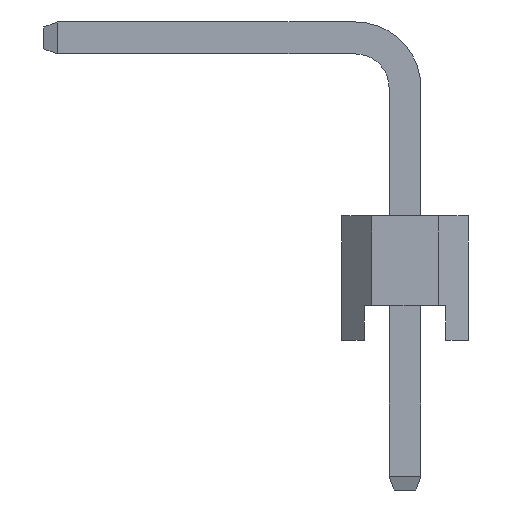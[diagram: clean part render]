
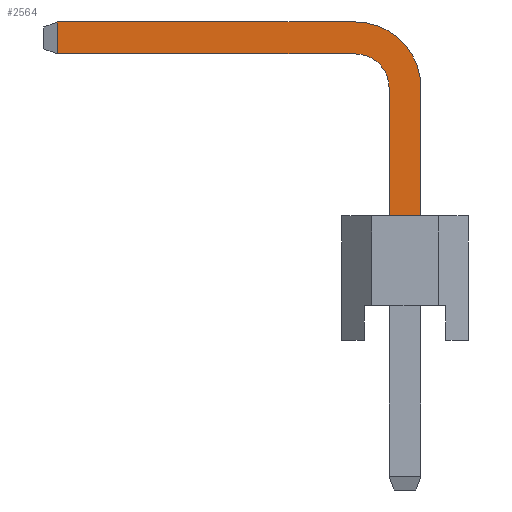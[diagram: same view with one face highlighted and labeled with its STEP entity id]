
A CAD part, left-side view. The second image highlights one B-rep face of the part: STEP entity #2564.
In plain terms, the highlighted planar face has unit normal (-1, 0, 0).
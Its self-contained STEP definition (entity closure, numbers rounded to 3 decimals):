
#2564=ADVANCED_FACE('',(#7882),#7884,.T.);
#7882=FACE_BOUND('',#7883,.T.);
#7883=EDGE_LOOP('',(#12265,#12266,#12267,#12268,#12269,#12270,#12271,#12272));
#7884=PLANE('',#7885);
#7885=AXIS2_PLACEMENT_3D('',#7886,#7887,#7888);
#7886=CARTESIAN_POINT('',(-0.32,0.32,-3.));
#7887=DIRECTION('',(-1.,0.,0.));
#7888=DIRECTION('',(0.,-1.,0.));
#12265=ORIENTED_EDGE('',*,*,#14922,.F.);
#12266=ORIENTED_EDGE('',*,*,#14923,.F.);
#12267=ORIENTED_EDGE('',*,*,#14924,.F.);
#12268=ORIENTED_EDGE('',*,*,#14911,.F.);
#12269=ORIENTED_EDGE('',*,*,#13930,.T.);
#12270=ORIENTED_EDGE('',*,*,#14921,.T.);
#12271=ORIENTED_EDGE('',*,*,#14925,.T.);
#12272=ORIENTED_EDGE('',*,*,#14926,.T.);
#13930=EDGE_CURVE('',#15772,#15776,#15778,.T.);
#14911=EDGE_CURVE('',#15772,#17425,#17426,.T.);
#14921=EDGE_CURVE('',#15776,#17441,#17443,.T.);
#14922=EDGE_CURVE('',#17444,#17445,#17446,.T.);
#14923=EDGE_CURVE('',#17447,#17444,#17448,.T.);
#14924=EDGE_CURVE('',#17425,#17447,#17449,.T.);
#14925=EDGE_CURVE('',#17441,#17450,#17451,.T.);
#14926=EDGE_CURVE('',#17450,#17445,#17452,.T.);
#15772=VERTEX_POINT('',#18858);
#15776=VERTEX_POINT('',#18866);
#15778=LINE('',#18870,#18871);
#17425=VERTEX_POINT('',#22555);
#17426=LINE('',#22556,#22557);
#17441=VERTEX_POINT('',#22591);
#17443=LINE('',#22595,#22596);
#17444=VERTEX_POINT('',#22598);
#17445=VERTEX_POINT('',#22599);
#17446=LINE('',#22600,#22601);
#17447=VERTEX_POINT('',#22603);
#17448=LINE('',#22604,#22605);
#17449=CIRCLE('',#22607,0.68);
#17450=VERTEX_POINT('',#22611);
#17451=CIRCLE('',#22612,1.32);
#17452=LINE('',#22616,#22617);
#18858=CARTESIAN_POINT('',(-0.32,0.32,2.5));
#18866=CARTESIAN_POINT('',(-0.32,-0.32,2.5));
#18870=CARTESIAN_POINT('',(-0.32,0.32,2.5));
#18871=VECTOR('',#18872,1.);
#18872=DIRECTION('',(0.,-1.,0.));
#22555=CARTESIAN_POINT('',(-0.32,0.32,5.07));
#22556=CARTESIAN_POINT('',(-0.32,0.32,2.5));
#22557=VECTOR('',#22558,1.);
#22558=DIRECTION('',(0.,0.,1.));
#22591=CARTESIAN_POINT('',(-0.32,-0.32,5.07));
#22595=CARTESIAN_POINT('',(-0.32,-0.32,2.5));
#22596=VECTOR('',#22597,1.);
#22597=DIRECTION('',(0.,0.,1.));
#22598=CARTESIAN_POINT('',(-0.32,6.975,5.75));
#22599=CARTESIAN_POINT('',(-0.32,6.975,6.39));
#22600=CARTESIAN_POINT('',(-0.32,6.975,5.75));
#22601=VECTOR('',#22602,1.);
#22602=DIRECTION('',(0.,0.,1.));
#22603=CARTESIAN_POINT('',(-0.32,1.,5.75));
#22604=CARTESIAN_POINT('',(-0.32,1.,5.75));
#22605=VECTOR('',#22606,1.);
#22606=DIRECTION('',(0.,1.,0.));
#22607=AXIS2_PLACEMENT_3D('',#22608,#22609,#22610);
#22608=CARTESIAN_POINT('',(-0.32,1.,5.07));
#22609=DIRECTION('',(-1.,-0.,0.));
#22610=DIRECTION('',(0.,-1.,0.));
#22611=CARTESIAN_POINT('',(-0.32,1.,6.39));
#22612=AXIS2_PLACEMENT_3D('',#22613,#22614,#22615);
#22613=CARTESIAN_POINT('',(-0.32,1.,5.07));
#22614=DIRECTION('',(-1.,-0.,0.));
#22615=DIRECTION('',(0.,-1.,0.));
#22616=CARTESIAN_POINT('',(-0.32,1.,6.39));
#22617=VECTOR('',#22618,1.);
#22618=DIRECTION('',(0.,1.,0.));
